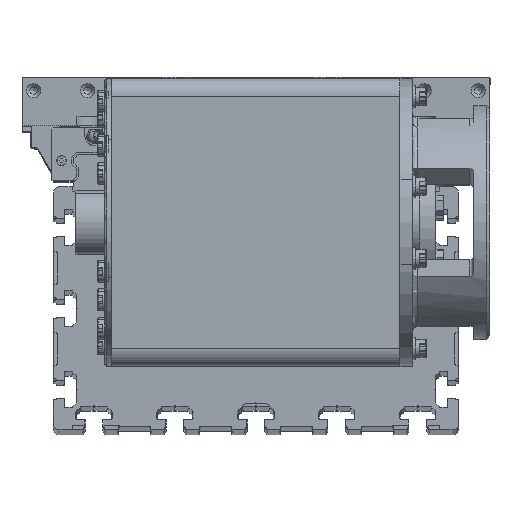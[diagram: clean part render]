
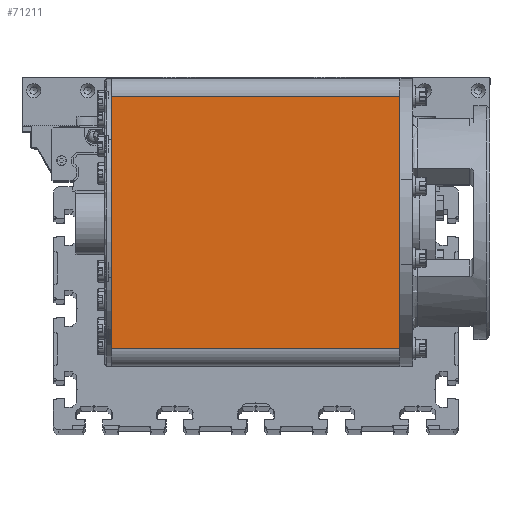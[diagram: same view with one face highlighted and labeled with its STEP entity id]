
A CAD part, top view. The second image highlights one B-rep face of the part: STEP entity #71211.
In plain terms, the highlighted face is planar.
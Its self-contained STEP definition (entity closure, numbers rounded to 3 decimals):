
#1562=PLANE('',#76182);
#4864=FACE_OUTER_BOUND('',#8502,.T.);
#8502=EDGE_LOOP('',(#53627,#53628,#53629,#53630));
#14188=LINE('',#108425,#21484);
#14204=LINE('',#108502,#21500);
#14205=LINE('',#108505,#21501);
#14206=LINE('',#108506,#21502);
#21484=VECTOR('',#87723,10.);
#21500=VECTOR('',#87817,10.);
#21501=VECTOR('',#87820,10.);
#21502=VECTOR('',#87821,10.);
#31167=VERTEX_POINT('',#108422);
#31168=VERTEX_POINT('',#108424);
#31190=VERTEX_POINT('',#108499);
#31191=VERTEX_POINT('',#108504);
#39270=EDGE_CURVE('',#31167,#31168,#14188,.T.);
#39306=EDGE_CURVE('',#31190,#31168,#14204,.T.);
#39307=EDGE_CURVE('',#31190,#31191,#14205,.T.);
#39308=EDGE_CURVE('',#31191,#31167,#14206,.T.);
#53627=ORIENTED_EDGE('',*,*,#39307,.F.);
#53628=ORIENTED_EDGE('',*,*,#39306,.T.);
#53629=ORIENTED_EDGE('',*,*,#39270,.F.);
#53630=ORIENTED_EDGE('',*,*,#39308,.F.);
#71211=ADVANCED_FACE('',(#4864),#1562,.T.);
#76182=AXIS2_PLACEMENT_3D('',#108503,#87818,#87819);
#87723=DIRECTION('',(0.,1.,0.));
#87817=DIRECTION('',(0.,0.,-1.));
#87818=DIRECTION('center_axis',(-1.,0.,0.));
#87819=DIRECTION('ref_axis',(0.,1.,0.));
#87820=DIRECTION('',(0.,-1.,0.));
#87821=DIRECTION('',(0.,0.,-1.));
#108422=CARTESIAN_POINT('',(-95.,-70.,-160.));
#108424=CARTESIAN_POINT('',(-95.,70.,-160.));
#108425=CARTESIAN_POINT('',(-95.,70.,-160.));
#108499=CARTESIAN_POINT('',(-95.,70.,0.));
#108502=CARTESIAN_POINT('',(-95.,70.,0.));
#108503=CARTESIAN_POINT('Origin',(-95.,-70.,0.));
#108504=CARTESIAN_POINT('',(-95.,-70.,0.));
#108505=CARTESIAN_POINT('',(-95.,70.,0.));
#108506=CARTESIAN_POINT('',(-95.,-70.,0.));
